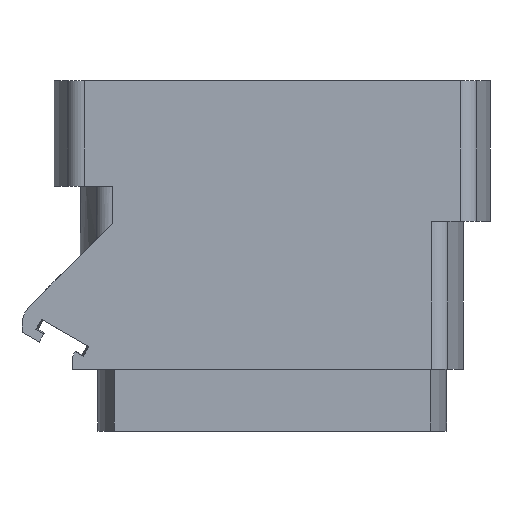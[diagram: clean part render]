
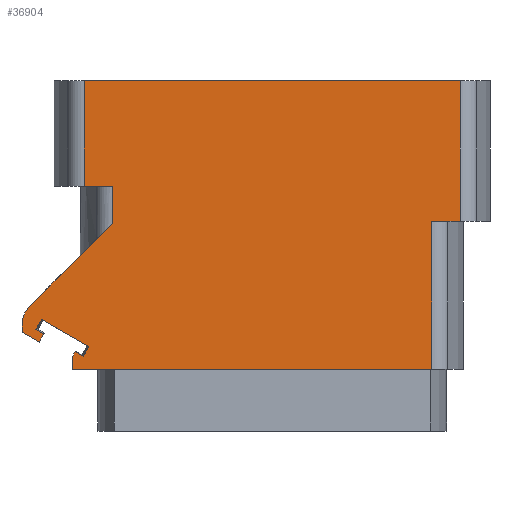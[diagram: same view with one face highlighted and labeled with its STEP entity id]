
A CAD part, front view. The second image highlights one B-rep face of the part: STEP entity #36904.
In plain terms, the highlighted planar face has unit normal (0, -1, 0).
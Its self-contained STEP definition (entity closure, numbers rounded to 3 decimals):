
#16=DIRECTION('',(-1.,0.,0.));
#17=VECTOR('',#16,21.35);
#18=CARTESIAN_POINT('',(10.675,-5.,0.));
#19=LINE('',#18,#17);
#173=DIRECTION('',(1.,0.,0.));
#174=VECTOR('',#173,1.619);
#175=CARTESIAN_POINT('',(-10.675,-5.,-6.));
#176=LINE('',#175,#174);
#190=DIRECTION('',(0.,0.,1.));
#191=VECTOR('',#190,8.4);
#192=CARTESIAN_POINT('',(9.056,-5.,-16.4));
#193=LINE('',#192,#191);
#194=DIRECTION('',(0.,0.,1.));
#195=VECTOR('',#194,0.696);
#196=CARTESIAN_POINT('',(-11.355,-5.,-16.4));
#197=LINE('',#196,#195);
#198=DIRECTION('',(0.5,0.,0.866));
#199=VECTOR('',#198,0.35);
#200=CARTESIAN_POINT('',(-11.355,-5.,-15.704));
#201=LINE('',#200,#199);
#202=DIRECTION('',(-0.866,0.,0.5));
#203=VECTOR('',#202,0.525);
#204=CARTESIAN_POINT('',(-10.725,-5.,-15.663));
#205=LINE('',#204,#203);
#206=DIRECTION('',(-0.866,0.,0.5));
#207=VECTOR('',#206,3.1);
#208=CARTESIAN_POINT('',(-10.4,-5.,-15.1));
#209=LINE('',#208,#207);
#210=DIRECTION('',(-0.866,0.,0.5));
#211=VECTOR('',#210,0.525);
#212=CARTESIAN_POINT('',(-12.955,-5.,-14.375));
#213=LINE('',#212,#211);
#214=DIRECTION('',(-0.5,0.,-0.866));
#215=VECTOR('',#214,0.55);
#216=CARTESIAN_POINT('',(-12.955,-5.,-14.375));
#217=LINE('',#216,#215);
#218=DIRECTION('',(-0.866,0.,0.5));
#219=VECTOR('',#218,1.12);
#220=CARTESIAN_POINT('',(-13.23,-5.,-14.852));
#221=LINE('',#220,#219);
#222=CARTESIAN_POINT('',(-12.7,-5.,-13.872));
#223=DIRECTION('',(0.,-1.,0.));
#224=DIRECTION('',(-0.707,0.,0.707));
#225=AXIS2_PLACEMENT_3D('',#222,#223,#224);
#227=DIRECTION('',(0.,0.,-1.));
#228=VECTOR('',#227,2.107);
#229=CARTESIAN_POINT('',(-9.056,-5.,-6.));
#230=LINE('',#229,#228);
#231=DIRECTION('',(0.,0.,-1.));
#232=VECTOR('',#231,6.);
#233=CARTESIAN_POINT('',(-10.675,-5.,0.));
#234=LINE('',#233,#232);
#235=DIRECTION('',(0.,0.,1.));
#236=VECTOR('',#235,8.);
#237=CARTESIAN_POINT('',(10.675,-5.,-8.));
#238=LINE('',#237,#236);
#261=DIRECTION('',(1.,0.,0.));
#262=VECTOR('',#261,1.619);
#263=CARTESIAN_POINT('',(9.056,-5.,-8.));
#264=LINE('',#263,#262);
#303=DIRECTION('',(-1.,0.,0.));
#304=VECTOR('',#303,20.411);
#305=CARTESIAN_POINT('',(9.056,-5.,-16.4));
#306=LINE('',#305,#304);
#349=DIRECTION('',(-0.5,0.,-0.866));
#350=VECTOR('',#349,0.65);
#351=CARTESIAN_POINT('',(-10.4,-5.,-15.1));
#352=LINE('',#351,#350);
#397=DIRECTION('',(0.,0.,-1.));
#398=VECTOR('',#397,0.419);
#399=CARTESIAN_POINT('',(-14.2,-5.,-13.872));
#400=LINE('',#399,#398);
#433=DIRECTION('',(-0.707,0.,-0.707));
#434=VECTOR('',#433,6.653);
#435=CARTESIAN_POINT('',(-9.056,-5.,-8.107));
#436=LINE('',#435,#434);
#453=DIRECTION('',(0.5,0.,0.866));
#454=VECTOR('',#453,0.65);
#455=CARTESIAN_POINT('',(-13.41,-5.,-14.113));
#456=LINE('',#455,#454);
#30020=CARTESIAN_POINT('',(-11.355,-5.,-16.4));
#30022=VERTEX_POINT('',#30020);
#30030=CARTESIAN_POINT('',(-13.23,-5.,-14.852));
#30031=CARTESIAN_POINT('',(-14.2,-5.,-14.292));
#30032=VERTEX_POINT('',#30030);
#30033=VERTEX_POINT('',#30031);
#30034=CARTESIAN_POINT('',(-11.355,-5.,-15.704));
#30035=VERTEX_POINT('',#30034);
#30036=CARTESIAN_POINT('',(-10.4,-5.,-15.1));
#30038=VERTEX_POINT('',#30036);
#30046=CARTESIAN_POINT('',(-13.085,-5.,-13.55));
#30047=VERTEX_POINT('',#30046);
#30048=CARTESIAN_POINT('',(-10.725,-5.,-15.663));
#30049=CARTESIAN_POINT('',(-11.18,-5.,-15.4));
#30050=VERTEX_POINT('',#30048);
#30051=VERTEX_POINT('',#30049);
#30052=CARTESIAN_POINT('',(-12.955,-5.,-14.375));
#30053=CARTESIAN_POINT('',(-13.41,-5.,-14.113));
#30054=VERTEX_POINT('',#30052);
#30055=VERTEX_POINT('',#30053);
#30076=CARTESIAN_POINT('',(9.056,-5.,-16.4));
#30077=VERTEX_POINT('',#30076);
#30078=CARTESIAN_POINT('',(9.056,-5.,-8.));
#30079=VERTEX_POINT('',#30078);
#30084=CARTESIAN_POINT('',(-9.056,-5.,-6.));
#30085=CARTESIAN_POINT('',(-9.056,-5.,-8.107));
#30086=VERTEX_POINT('',#30084);
#30087=VERTEX_POINT('',#30085);
#30112=CARTESIAN_POINT('',(10.675,-5.,0.));
#30114=VERTEX_POINT('',#30112);
#30118=CARTESIAN_POINT('',(10.675,-5.,-8.));
#30119=VERTEX_POINT('',#30118);
#30120=CARTESIAN_POINT('',(-10.675,-5.,-6.));
#30122=VERTEX_POINT('',#30120);
#30126=CARTESIAN_POINT('',(-10.675,-5.,0.));
#30127=VERTEX_POINT('',#30126);
#30140=CARTESIAN_POINT('',(-13.761,-5.,-12.812));
#30141=VERTEX_POINT('',#30140);
#30142=CARTESIAN_POINT('',(-14.2,-5.,-13.872));
#30143=VERTEX_POINT('',#30142);
#36861=CARTESIAN_POINT('',(11.347,-5.,0.));
#36862=DIRECTION('',(0.,-1.,0.));
#36863=DIRECTION('',(-1.,0.,0.));
#36864=AXIS2_PLACEMENT_3D('',#36861,#36862,#36863);
#36865=PLANE('',#36864);
#36867=ORIENTED_EDGE('',*,*,#36866,.F.);
#36869=ORIENTED_EDGE('',*,*,#36868,.T.);
#36871=ORIENTED_EDGE('',*,*,#36870,.T.);
#36873=ORIENTED_EDGE('',*,*,#36872,.T.);
#36875=ORIENTED_EDGE('',*,*,#36874,.F.);
#36877=ORIENTED_EDGE('',*,*,#36876,.F.);
#36879=ORIENTED_EDGE('',*,*,#36878,.T.);
#36881=ORIENTED_EDGE('',*,*,#36880,.F.);
#36883=ORIENTED_EDGE('',*,*,#36882,.F.);
#36885=ORIENTED_EDGE('',*,*,#36884,.T.);
#36887=ORIENTED_EDGE('',*,*,#36886,.T.);
#36889=ORIENTED_EDGE('',*,*,#36888,.F.);
#36891=ORIENTED_EDGE('',*,*,#36890,.F.);
#36893=ORIENTED_EDGE('',*,*,#36892,.F.);
#36894=ORIENTED_EDGE('',*,*,#36795,.F.);
#36895=ORIENTED_EDGE('',*,*,#36816,.F.);
#36896=ORIENTED_EDGE('',*,*,#36856,.F.);
#36897=ORIENTED_EDGE('',*,*,#36683,.F.);
#36899=ORIENTED_EDGE('',*,*,#36898,.F.);
#36901=ORIENTED_EDGE('',*,*,#36900,.F.);
#36902=EDGE_LOOP('',(#36867,#36869,#36871,#36873,#36875,#36877,#36879,#36881,
#36883,#36885,#36887,#36889,#36891,#36893,#36894,#36895,#36896,#36897,#36899,
#36901));
#36903=FACE_OUTER_BOUND('',#36902,.F.);
#36904=ADVANCED_FACE('',(#36903),#36865,.T.);
#226=CIRCLE('',#225,1.5);
#36683=EDGE_CURVE('',#30114,#30127,#19,.T.);
#36795=EDGE_CURVE('',#30086,#30087,#230,.T.);
#36816=EDGE_CURVE('',#30122,#30086,#176,.T.);
#36856=EDGE_CURVE('',#30127,#30122,#234,.T.);
#36866=EDGE_CURVE('',#30077,#30079,#193,.T.);
#36868=EDGE_CURVE('',#30077,#30022,#306,.T.);
#36870=EDGE_CURVE('',#30022,#30035,#197,.T.);
#36872=EDGE_CURVE('',#30035,#30051,#201,.T.);
#36874=EDGE_CURVE('',#30050,#30051,#205,.T.);
#36876=EDGE_CURVE('',#30038,#30050,#352,.T.);
#36878=EDGE_CURVE('',#30038,#30047,#209,.T.);
#36880=EDGE_CURVE('',#30055,#30047,#456,.T.);
#36882=EDGE_CURVE('',#30054,#30055,#213,.T.);
#36884=EDGE_CURVE('',#30054,#30032,#217,.T.);
#36886=EDGE_CURVE('',#30032,#30033,#221,.T.);
#36888=EDGE_CURVE('',#30143,#30033,#400,.T.);
#36890=EDGE_CURVE('',#30141,#30143,#226,.T.);
#36892=EDGE_CURVE('',#30087,#30141,#436,.T.);
#36898=EDGE_CURVE('',#30119,#30114,#238,.T.);
#36900=EDGE_CURVE('',#30079,#30119,#264,.T.);
